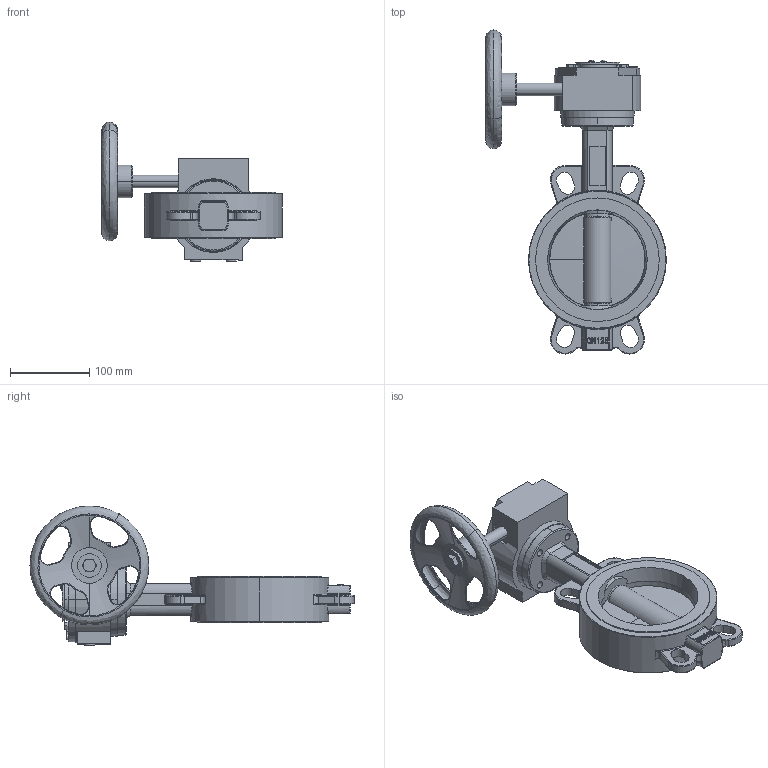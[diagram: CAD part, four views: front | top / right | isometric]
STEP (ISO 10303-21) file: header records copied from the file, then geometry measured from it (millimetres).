
FILE_DESCRIPTION (( 'STEP AP203' ), '1' );
FILE_NAME ('J9_DN125_gear.STEP', '2020-03-03T07:58:42', ( '' ), ( '' ), 'SwSTEP 2.0', 'SolidWorks 2017', '' );
FILE_SCHEMA (( 'CONFIG_CONTROL_DESIGN' ));
Length unit declared in the file: millimetre
Products named in the file (1): J9_DN125_gear
Bounding box: 228.02 x 409 x 176.64 mm (x, y, z)
Volume: 1907142.7 mm3; surface area: 237496.5 mm2
Topology: 1 solids, 11 shells, 919 faces, 2287 edges, 1400 vertices
Faces by surface type: plane 303, cylinder 232, bspline 196, cone 112, torus 60, sphere 16
Entity records: 37493 total; most frequent: CARTESIAN_POINT 16923, ORIENTED_EDGE 4482, DIRECTION 3973, EDGE_CURVE 2241, AXIS2_PLACEMENT_3D 1530, VERTEX_POINT 1400, EDGE_LOOP 1001, FACE_OUTER_BOUND 919
